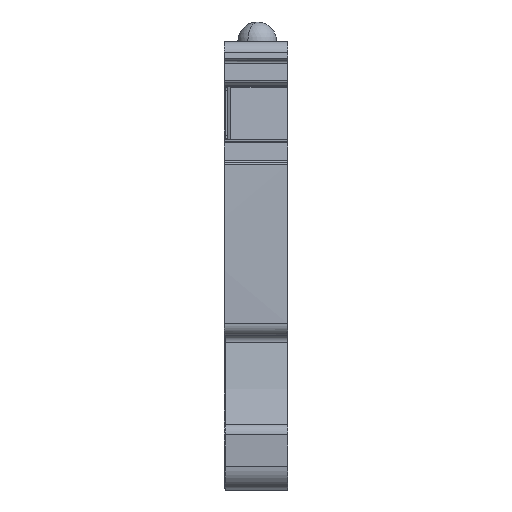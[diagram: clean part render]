
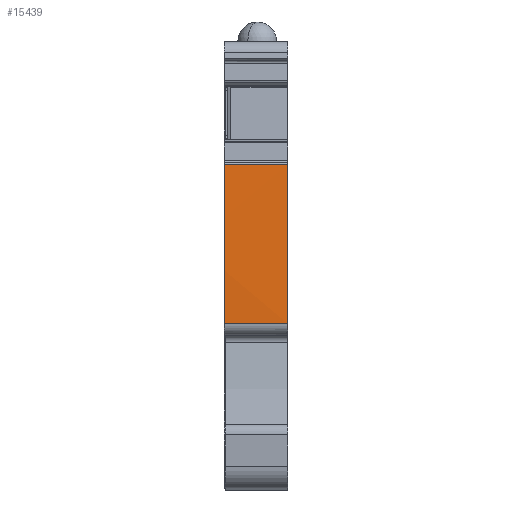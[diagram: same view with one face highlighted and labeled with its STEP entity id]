
A CAD part, front view. The second image highlights one B-rep face of the part: STEP entity #15439.
In plain terms, the highlighted cylindrical face has radius 154.9 mm (diameter 309.8 mm), a partial arc.
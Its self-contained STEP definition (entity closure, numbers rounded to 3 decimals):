
#14848=AXIS2_PLACEMENT_3D('Cylinder Axis2P3D',#14845,#14846,#14847) ;
#15423=AXIS2_PLACEMENT_3D('Circle Axis2P3D',#15421,#15422,$) ;
#1532=CARTESIAN_POINT('Vertex',(5.1,1.762,26.266)) ;
#1536=CARTESIAN_POINT('Control Point',(5.1,1.762,26.266)) ;
#1537=CARTESIAN_POINT('Control Point',(5.1,1.609,23.702)) ;
#1538=CARTESIAN_POINT('Control Point',(5.1,1.509,21.134)) ;
#1539=CARTESIAN_POINT('Control Point',(5.1,1.463,18.564)) ;
#1540=CARTESIAN_POINT('Control Point',(5.1,1.47,15.995)) ;
#1541=CARTESIAN_POINT('Control Point',(5.1,1.53,13.427)) ;
#1542=CARTESIAN_POINT('Vertex',(5.1,1.53,13.427)) ;
#14845=CARTESIAN_POINT('Axis2P3D Location',(2.55,156.388,17.05)) ;
#15406=CARTESIAN_POINT('Vertex',(0.,1.762,26.266)) ;
#15409=CARTESIAN_POINT('Line Origine',(2.55,1.762,26.266)) ;
#15421=CARTESIAN_POINT('Axis2P3D Location',(0.,156.388,17.05)) ;
#15425=CARTESIAN_POINT('Vertex',(0.,1.53,13.427)) ;
#15428=CARTESIAN_POINT('Line Origine',(2.55,1.53,13.427)) ;
#14846=DIRECTION('Axis2P3D Direction',(1.,0.,0.)) ;
#14847=DIRECTION('Axis2P3D XDirection',(0.,-0.993,0.118)) ;
#15410=DIRECTION('Vector Direction',(1.,0.,0.)) ;
#15422=DIRECTION('Axis2P3D Direction',(1.,0.,0.)) ;
#15429=DIRECTION('Vector Direction',(1.,0.,0.)) ;
#15411=VECTOR('Line Direction',#15410,1.) ;
#15430=VECTOR('Line Direction',#15429,1.) ;
#15434=ORIENTED_EDGE('',*,*,#15427,.T.) ;
#15435=ORIENTED_EDGE('',*,*,#15432,.F.) ;
#15436=ORIENTED_EDGE('',*,*,#1544,.F.) ;
#15437=ORIENTED_EDGE('',*,*,#15413,.T.) ;
#15439=ADVANCED_FACE('AFS 2.5 CF 2C 24V',(#15438),#14849,.T.) ;
#1535=B_SPLINE_CURVE_WITH_KNOTS('',5,(#1536,#1537,#1538,#1539,#1540,#1541),.UNSPECIFIED.,.F.,.U.,(6,6),(0.,18.163),.UNSPECIFIED.) ;
#15424=CIRCLE('generated circle',#15423,154.9) ;
#14849=CYLINDRICAL_SURFACE('generated cylinder',#14848,154.9) ;
#1544=EDGE_CURVE('',#1533,#1543,#1535,.T.) ;
#15413=EDGE_CURVE('',#1533,#15407,#15412,.F.) ;
#15427=EDGE_CURVE('',#15407,#15426,#15424,.T.) ;
#15432=EDGE_CURVE('',#1543,#15426,#15431,.F.) ;
#15433=EDGE_LOOP('',(#15434,#15435,#15436,#15437)) ;
#15438=FACE_OUTER_BOUND('',#15433,.T.) ;
#15412=LINE('Line',#15409,#15411) ;
#15431=LINE('Line',#15428,#15430) ;
#1533=VERTEX_POINT('',#1532) ;
#1543=VERTEX_POINT('',#1542) ;
#15407=VERTEX_POINT('',#15406) ;
#15426=VERTEX_POINT('',#15425) ;
